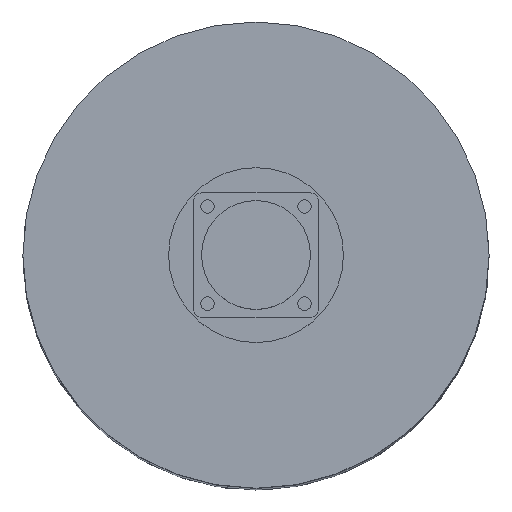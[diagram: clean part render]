
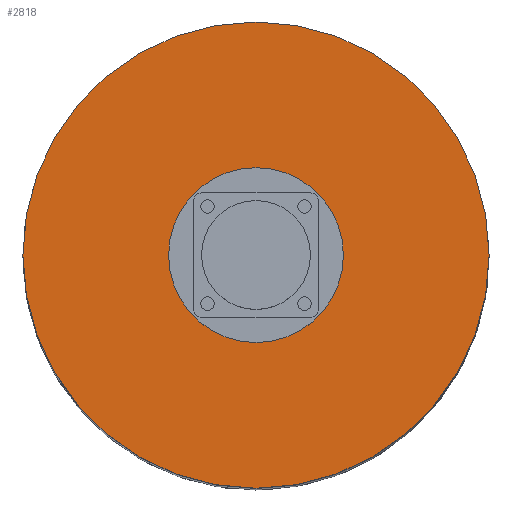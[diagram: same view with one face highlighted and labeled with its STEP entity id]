
A CAD part, top view. The second image highlights one B-rep face of the part: STEP entity #2818.
In plain terms, the highlighted planar face has unit normal (0, 0, 1).
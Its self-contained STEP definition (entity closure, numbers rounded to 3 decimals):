
#191 = DIRECTION ( 'NONE',  ( 0., 0., 1. ) ) ;
#194 = CIRCLE ( 'NONE', #2180, 60. ) ;
#206 = ORIENTED_EDGE ( 'NONE', *, *, #851, .F. ) ;
#210 = CARTESIAN_POINT ( 'NONE',  ( 0., 0., 35.5 ) ) ;
#232 = CARTESIAN_POINT ( 'NONE',  ( -22.5, 0., 35.5 ) ) ;
#251 = CIRCLE ( 'NONE', #3847, 22.5 ) ;
#393 = AXIS2_PLACEMENT_3D ( 'NONE', #210, #191, #1798 ) ;
#570 = DIRECTION ( 'NONE',  ( 0., 0., 1. ) ) ;
#620 = CARTESIAN_POINT ( 'NONE',  ( 22.5, 0., 35.5 ) ) ;
#668 = DIRECTION ( 'NONE',  ( 0., 0., 1. ) ) ;
#735 = DIRECTION ( 'NONE',  ( 1., 0., 0. ) ) ;
#782 = CIRCLE ( 'NONE', #3560, 22.5 ) ;
#804 = VERTEX_POINT ( 'NONE', #620 ) ;
#851 = EDGE_CURVE ( 'NONE', #804, #3267, #782, .T. ) ;
#893 = DIRECTION ( 'NONE',  ( 1., 0., 0. ) ) ;
#1002 = DIRECTION ( 'NONE',  ( 1., 0., 0. ) ) ;
#1169 = VERTEX_POINT ( 'NONE', #2916 ) ;
#1285 = DIRECTION ( 'NONE',  ( 0., 0., 1. ) ) ;
#1297 = DIRECTION ( 'NONE',  ( 1., 0., 0. ) ) ;
#1421 = DIRECTION ( 'NONE',  ( 0., 0., 1. ) ) ;
#1567 = CARTESIAN_POINT ( 'NONE',  ( 0., 0., 35.5 ) ) ;
#1645 = PLANE ( 'NONE',  #3781 ) ;
#1748 = CARTESIAN_POINT ( 'NONE',  ( 60., 0., 35.5 ) ) ;
#1798 = DIRECTION ( 'NONE',  ( 1., 0., 0. ) ) ;
#1811 = CIRCLE ( 'NONE', #393, 60. ) ;
#1816 = FACE_OUTER_BOUND ( 'NONE', #4046, .T. ) ;
#1885 = CARTESIAN_POINT ( 'NONE',  ( 0., 0., 35.5 ) ) ;
#2180 = AXIS2_PLACEMENT_3D ( 'NONE', #1885, #1285, #1297 ) ;
#2221 = ORIENTED_EDGE ( 'NONE', *, *, #3375, .T. ) ;
#2511 = ORIENTED_EDGE ( 'NONE', *, *, #3803, .F. ) ;
#2635 = FACE_BOUND ( 'NONE', #2812, .T. ) ;
#2662 = CARTESIAN_POINT ( 'NONE',  ( 0., 0., 35.5 ) ) ;
#2780 = ORIENTED_EDGE ( 'NONE', *, *, #3555, .T. ) ;
#2812 = EDGE_LOOP ( 'NONE', ( #2511, #206 ) ) ;
#2818 = ADVANCED_FACE ( 'NONE', ( #2635, #1816 ), #1645, .T. ) ;
#2898 = CARTESIAN_POINT ( 'NONE',  ( 0., 0., 35.5 ) ) ;
#2916 = CARTESIAN_POINT ( 'NONE',  ( -60., 0., 35.5 ) ) ;
#3267 = VERTEX_POINT ( 'NONE', #232 ) ;
#3375 = EDGE_CURVE ( 'NONE', #1169, #3879, #1811, .T. ) ;
#3555 = EDGE_CURVE ( 'NONE', #3879, #1169, #194, .T. ) ;
#3560 = AXIS2_PLACEMENT_3D ( 'NONE', #1567, #570, #893 ) ;
#3781 = AXIS2_PLACEMENT_3D ( 'NONE', #2898, #668, #1002 ) ;
#3803 = EDGE_CURVE ( 'NONE', #3267, #804, #251, .T. ) ;
#3847 = AXIS2_PLACEMENT_3D ( 'NONE', #2662, #1421, #735 ) ;
#3879 = VERTEX_POINT ( 'NONE', #1748 ) ;
#4046 = EDGE_LOOP ( 'NONE', ( #2221, #2780 ) ) ;
